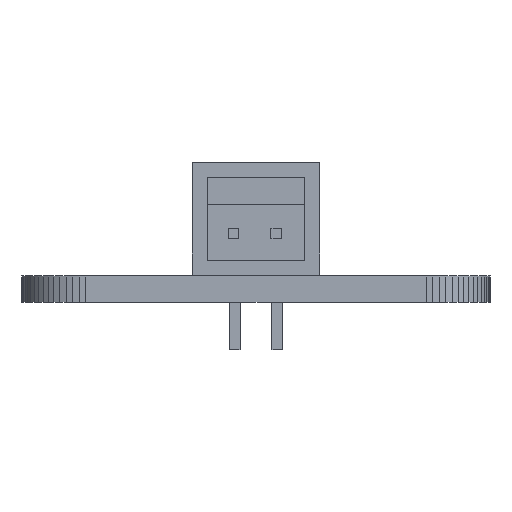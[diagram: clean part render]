
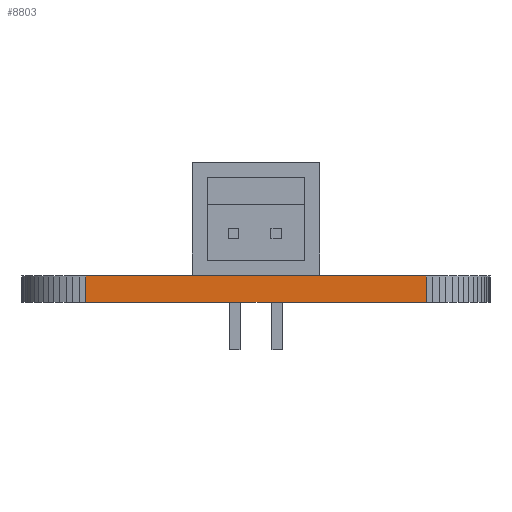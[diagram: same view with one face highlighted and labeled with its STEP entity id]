
A CAD part, left-side view. The second image highlights one B-rep face of the part: STEP entity #8803.
In plain terms, the highlighted planar face has unit normal (-1, 0, 0).
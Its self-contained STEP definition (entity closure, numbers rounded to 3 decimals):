
#3313 = PLANE('',#3314);
#3314 = AXIS2_PLACEMENT_3D('',#3315,#3316,#3317);
#3315 = CARTESIAN_POINT('',(98.425,-60.96,1.58));
#3316 = DIRECTION('',(-0.,-0.,-1.));
#3317 = DIRECTION('',(-1.,0.,0.));
#3367 = PLANE('',#3368);
#3368 = AXIS2_PLACEMENT_3D('',#3369,#3370,#3371);
#3369 = CARTESIAN_POINT('',(98.425,-60.96,0.));
#3370 = DIRECTION('',(-0.,-0.,-1.));
#3371 = DIRECTION('',(-1.,0.,0.));
#4736 = VERTEX_POINT('',#4737);
#4737 = CARTESIAN_POINT('',(66.04,-71.12,0.));
#4751 = PLANE('',#4752);
#4752 = AXIS2_PLACEMENT_3D('',#4753,#4754,#4755);
#4753 = CARTESIAN_POINT('',(66.061,-71.518,0.));
#4754 = DIRECTION('',(-0.999,-0.052,0.));
#4755 = DIRECTION('',(-0.052,0.999,0.));
#4763 = EDGE_CURVE('',#4736,#4764,#4766,.T.);
#4764 = VERTEX_POINT('',#4765);
#4765 = CARTESIAN_POINT('',(66.04,-50.8,0.));
#4766 = SURFACE_CURVE('',#4767,(#4771,#4778),.PCURVE_S1.);
#4767 = LINE('',#4768,#4769);
#4768 = CARTESIAN_POINT('',(66.04,-71.12,0.));
#4769 = VECTOR('',#4770,1.);
#4770 = DIRECTION('',(0.,1.,0.));
#4771 = PCURVE('',#3367,#4772);
#4772 = DEFINITIONAL_REPRESENTATION('',(#4773),#4777);
#4773 = LINE('',#4774,#4775);
#4774 = CARTESIAN_POINT('',(32.385,-10.16));
#4775 = VECTOR('',#4776,1.);
#4776 = DIRECTION('',(0.,1.));
#4777 = ( GEOMETRIC_REPRESENTATION_CONTEXT(2) 
PARAMETRIC_REPRESENTATION_CONTEXT() REPRESENTATION_CONTEXT('2D SPACE',''
  ) );
#4778 = PCURVE('',#4779,#4784);
#4779 = PLANE('',#4780);
#4780 = AXIS2_PLACEMENT_3D('',#4781,#4782,#4783);
#4781 = CARTESIAN_POINT('',(66.04,-71.12,0.));
#4782 = DIRECTION('',(-1.,0.,0.));
#4783 = DIRECTION('',(0.,1.,0.));
#4784 = DEFINITIONAL_REPRESENTATION('',(#4785),#4789);
#4785 = LINE('',#4786,#4787);
#4786 = CARTESIAN_POINT('',(0.,0.));
#4787 = VECTOR('',#4788,1.);
#4788 = DIRECTION('',(1.,0.));
#4789 = ( GEOMETRIC_REPRESENTATION_CONTEXT(2) 
PARAMETRIC_REPRESENTATION_CONTEXT() REPRESENTATION_CONTEXT('2D SPACE',''
  ) );
#4807 = PLANE('',#4808);
#4808 = AXIS2_PLACEMENT_3D('',#4809,#4810,#4811);
#4809 = CARTESIAN_POINT('',(66.04,-50.8,0.));
#4810 = DIRECTION('',(-0.999,0.052,0.));
#4811 = DIRECTION('',(0.052,0.999,0.));
#6928 = VERTEX_POINT('',#6929);
#6929 = CARTESIAN_POINT('',(66.04,-71.12,1.58));
#6950 = EDGE_CURVE('',#6928,#6951,#6953,.T.);
#6951 = VERTEX_POINT('',#6952);
#6952 = CARTESIAN_POINT('',(66.04,-50.8,1.58));
#6953 = SURFACE_CURVE('',#6954,(#6958,#6965),.PCURVE_S1.);
#6954 = LINE('',#6955,#6956);
#6955 = CARTESIAN_POINT('',(66.04,-71.12,1.58));
#6956 = VECTOR('',#6957,1.);
#6957 = DIRECTION('',(0.,1.,0.));
#6958 = PCURVE('',#3313,#6959);
#6959 = DEFINITIONAL_REPRESENTATION('',(#6960),#6964);
#6960 = LINE('',#6961,#6962);
#6961 = CARTESIAN_POINT('',(32.385,-10.16));
#6962 = VECTOR('',#6963,1.);
#6963 = DIRECTION('',(0.,1.));
#6964 = ( GEOMETRIC_REPRESENTATION_CONTEXT(2) 
PARAMETRIC_REPRESENTATION_CONTEXT() REPRESENTATION_CONTEXT('2D SPACE',''
  ) );
#6965 = PCURVE('',#4779,#6966);
#6966 = DEFINITIONAL_REPRESENTATION('',(#6967),#6971);
#6967 = LINE('',#6968,#6969);
#6968 = CARTESIAN_POINT('',(0.,-1.58));
#6969 = VECTOR('',#6970,1.);
#6970 = DIRECTION('',(1.,0.));
#6971 = ( GEOMETRIC_REPRESENTATION_CONTEXT(2) 
PARAMETRIC_REPRESENTATION_CONTEXT() REPRESENTATION_CONTEXT('2D SPACE',''
  ) );
#8753 = EDGE_CURVE('',#4764,#6951,#8754,.T.);
#8754 = SURFACE_CURVE('',#8755,(#8759,#8766),.PCURVE_S1.);
#8755 = LINE('',#8756,#8757);
#8756 = CARTESIAN_POINT('',(66.04,-50.8,0.));
#8757 = VECTOR('',#8758,1.);
#8758 = DIRECTION('',(0.,0.,1.));
#8759 = PCURVE('',#4807,#8760);
#8760 = DEFINITIONAL_REPRESENTATION('',(#8761),#8765);
#8761 = LINE('',#8762,#8763);
#8762 = CARTESIAN_POINT('',(0.,0.));
#8763 = VECTOR('',#8764,1.);
#8764 = DIRECTION('',(0.,-1.));
#8765 = ( GEOMETRIC_REPRESENTATION_CONTEXT(2) 
PARAMETRIC_REPRESENTATION_CONTEXT() REPRESENTATION_CONTEXT('2D SPACE',''
  ) );
#8766 = PCURVE('',#4779,#8767);
#8767 = DEFINITIONAL_REPRESENTATION('',(#8768),#8772);
#8768 = LINE('',#8769,#8770);
#8769 = CARTESIAN_POINT('',(20.32,0.));
#8770 = VECTOR('',#8771,1.);
#8771 = DIRECTION('',(0.,-1.));
#8772 = ( GEOMETRIC_REPRESENTATION_CONTEXT(2) 
PARAMETRIC_REPRESENTATION_CONTEXT() REPRESENTATION_CONTEXT('2D SPACE',''
  ) );
#8803 = ADVANCED_FACE('',(#8804),#4779,.T.);
#8804 = FACE_BOUND('',#8805,.T.);
#8805 = EDGE_LOOP('',(#8806,#8827,#8828,#8829));
#8806 = ORIENTED_EDGE('',*,*,#8807,.T.);
#8807 = EDGE_CURVE('',#4736,#6928,#8808,.T.);
#8808 = SURFACE_CURVE('',#8809,(#8813,#8820),.PCURVE_S1.);
#8809 = LINE('',#8810,#8811);
#8810 = CARTESIAN_POINT('',(66.04,-71.12,0.));
#8811 = VECTOR('',#8812,1.);
#8812 = DIRECTION('',(0.,0.,1.));
#8813 = PCURVE('',#4779,#8814);
#8814 = DEFINITIONAL_REPRESENTATION('',(#8815),#8819);
#8815 = LINE('',#8816,#8817);
#8816 = CARTESIAN_POINT('',(0.,0.));
#8817 = VECTOR('',#8818,1.);
#8818 = DIRECTION('',(0.,-1.));
#8819 = ( GEOMETRIC_REPRESENTATION_CONTEXT(2) 
PARAMETRIC_REPRESENTATION_CONTEXT() REPRESENTATION_CONTEXT('2D SPACE',''
  ) );
#8820 = PCURVE('',#4751,#8821);
#8821 = DEFINITIONAL_REPRESENTATION('',(#8822),#8826);
#8822 = LINE('',#8823,#8824);
#8823 = CARTESIAN_POINT('',(0.399,0.));
#8824 = VECTOR('',#8825,1.);
#8825 = DIRECTION('',(0.,-1.));
#8826 = ( GEOMETRIC_REPRESENTATION_CONTEXT(2) 
PARAMETRIC_REPRESENTATION_CONTEXT() REPRESENTATION_CONTEXT('2D SPACE',''
  ) );
#8827 = ORIENTED_EDGE('',*,*,#6950,.T.);
#8828 = ORIENTED_EDGE('',*,*,#8753,.F.);
#8829 = ORIENTED_EDGE('',*,*,#4763,.F.);
